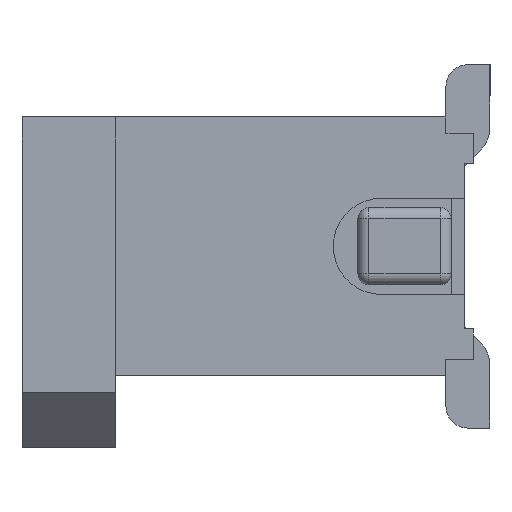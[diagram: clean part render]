
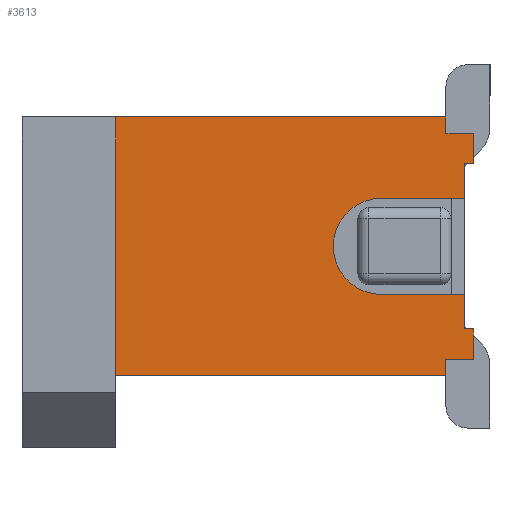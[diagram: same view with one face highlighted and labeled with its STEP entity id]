
A CAD part, left-side view. The second image highlights one B-rep face of the part: STEP entity #3613.
In plain terms, the highlighted planar face has unit normal (-1, 0, 0).
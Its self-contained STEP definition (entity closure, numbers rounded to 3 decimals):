
#23 = EDGE_LOOP ( 'NONE', ( #4209, #3789, #2470, #525, #514, #621, #498, #4507, #4798, #5206, #4760, #232, #3772, #3943, #1059, #3152 ) ) ;
#27 = DIRECTION ( 'NONE',  ( 1., 0., 0. ) ) ;
#46 = VERTEX_POINT ( 'NONE', #3272 ) ;
#190 = CARTESIAN_POINT ( 'NONE',  ( -6.725, 0.235, -0.438 ) ) ;
#209 = VECTOR ( 'NONE', #889, 1000. ) ;
#227 = VERTEX_POINT ( 'NONE', #190 ) ;
#232 = ORIENTED_EDGE ( 'NONE', *, *, #4775, .T. ) ;
#343 = DIRECTION ( 'NONE',  ( 0., 0., 1. ) ) ;
#363 = CARTESIAN_POINT ( 'NONE',  ( -6.725, -0.515, 0.438 ) ) ;
#377 = EDGE_CURVE ( 'NONE', #1560, #4365, #2869, .T. ) ;
#388 = CARTESIAN_POINT ( 'NONE',  ( -6.725, 0.235, 0.75 ) ) ;
#397 = DIRECTION ( 'NONE',  ( 0., -1., 0. ) ) ;
#498 = ORIENTED_EDGE ( 'NONE', *, *, #2483, .T. ) ;
#509 = CARTESIAN_POINT ( 'NONE',  ( -6.725, 0.15, 1.175 ) ) ;
#514 = ORIENTED_EDGE ( 'NONE', *, *, #3379, .T. ) ;
#525 = ORIENTED_EDGE ( 'NONE', *, *, #5479, .T. ) ;
#541 = VERTEX_POINT ( 'NONE', #3263 ) ;
#592 = CARTESIAN_POINT ( 'NONE',  ( -6.725, 0.15, -1.025 ) ) ;
#621 = ORIENTED_EDGE ( 'NONE', *, *, #1995, .T. ) ;
#680 = AXIS2_PLACEMENT_3D ( 'NONE', #2587, #27, #2129 ) ;
#779 = LINE ( 'NONE', #5022, #3542 ) ;
#807 = DIRECTION ( 'NONE',  ( 0., 1., 0. ) ) ;
#861 = DIRECTION ( 'NONE',  ( 0., -1., 0. ) ) ;
#864 = FACE_OUTER_BOUND ( 'NONE', #23, .T. ) ;
#874 = LINE ( 'NONE', #2487, #3042 ) ;
#889 = DIRECTION ( 'NONE',  ( 0., -1., 0. ) ) ;
#938 = VECTOR ( 'NONE', #5105, 1000. ) ;
#940 = CARTESIAN_POINT ( 'NONE',  ( -6.725, 0.15, -1.025 ) ) ;
#945 = LINE ( 'NONE', #4413, #4183 ) ;
#1014 = LINE ( 'NONE', #592, #3983 ) ;
#1059 = ORIENTED_EDGE ( 'NONE', *, *, #3305, .T. ) ;
#1105 = EDGE_CURVE ( 'NONE', #4365, #3944, #779, .T. ) ;
#1261 = EDGE_CURVE ( 'NONE', #1560, #2196, #1813, .T. ) ;
#1310 = EDGE_CURVE ( 'NONE', #4110, #2419, #945, .T. ) ;
#1337 = VERTEX_POINT ( 'NONE', #1339 ) ;
#1339 = CARTESIAN_POINT ( 'NONE',  ( -6.725, 0.985, 0.438 ) ) ;
#1353 = CARTESIAN_POINT ( 'NONE',  ( -6.725, 0.235, -0.75 ) ) ;
#1426 = CARTESIAN_POINT ( 'NONE',  ( -6.725, 20.454, -1.175 ) ) ;
#1498 = CIRCLE ( 'NONE', #4098, 0.438 ) ;
#1560 = VERTEX_POINT ( 'NONE', #2627 ) ;
#1592 = VECTOR ( 'NONE', #3636, 1000. ) ;
#1615 = EDGE_CURVE ( 'NONE', #3479, #227, #1674, .T. ) ;
#1674 = LINE ( 'NONE', #4265, #2288 ) ;
#1680 = CARTESIAN_POINT ( 'NONE',  ( -6.725, 0.4, 1.175 ) ) ;
#1707 = DIRECTION ( 'NONE',  ( -1., 0., 0. ) ) ;
#1776 = LINE ( 'NONE', #1353, #2720 ) ;
#1780 = DIRECTION ( 'NONE',  ( 0., 0., 1. ) ) ;
#1813 = LINE ( 'NONE', #1426, #209 ) ;
#1959 = DIRECTION ( 'NONE',  ( 0., 0., 1. ) ) ;
#1995 = EDGE_CURVE ( 'NONE', #46, #541, #3409, .T. ) ;
#2024 = DIRECTION ( 'NONE',  ( 0., -1., 0. ) ) ;
#2129 = DIRECTION ( 'NONE',  ( 0., 0., -1. ) ) ;
#2143 = CARTESIAN_POINT ( 'NONE',  ( -6.725, 0.235, -0.75 ) ) ;
#2163 = CARTESIAN_POINT ( 'NONE',  ( -6.725, 0.15, 1.025 ) ) ;
#2183 = LINE ( 'NONE', #3965, #4537 ) ;
#2196 = VERTEX_POINT ( 'NONE', #3695 ) ;
#2216 = VECTOR ( 'NONE', #807, 1000. ) ;
#2269 = CARTESIAN_POINT ( 'NONE',  ( -6.725, 0.235, -0.75 ) ) ;
#2288 = VECTOR ( 'NONE', #397, 1000. ) ;
#2419 = VERTEX_POINT ( 'NONE', #3540 ) ;
#2470 = ORIENTED_EDGE ( 'NONE', *, *, #5312, .T. ) ;
#2478 = LINE ( 'NONE', #388, #4570 ) ;
#2483 = EDGE_CURVE ( 'NONE', #541, #3944, #2183, .T. ) ;
#2487 = CARTESIAN_POINT ( 'NONE',  ( -6.725, 0.4, -1.175 ) ) ;
#2502 = LINE ( 'NONE', #4744, #2216 ) ;
#2587 = CARTESIAN_POINT ( 'NONE',  ( -6.725, 20.454, 1.175 ) ) ;
#2627 = CARTESIAN_POINT ( 'NONE',  ( -6.725, 3.4, -1.175 ) ) ;
#2680 = CARTESIAN_POINT ( 'NONE',  ( -6.725, 3.4, 1.175 ) ) ;
#2706 = CARTESIAN_POINT ( 'NONE',  ( -6.725, 0.15, 0.75 ) ) ;
#2720 = VECTOR ( 'NONE', #4774, 1000. ) ;
#2824 = EDGE_CURVE ( 'NONE', #1337, #3479, #1498, .T. ) ;
#2869 = LINE ( 'NONE', #2891, #5025 ) ;
#2891 = CARTESIAN_POINT ( 'NONE',  ( -6.725, 3.4, 1.175 ) ) ;
#2921 = PLANE ( 'NONE',  #680 ) ;
#3042 = VECTOR ( 'NONE', #343, 1000. ) ;
#3076 = VERTEX_POINT ( 'NONE', #4981 ) ;
#3137 = DIRECTION ( 'NONE',  ( 0., 0., 1. ) ) ;
#3138 = DIRECTION ( 'NONE',  ( 0., 0., 1. ) ) ;
#3152 = ORIENTED_EDGE ( 'NONE', *, *, #1615, .F. ) ;
#3245 = VERTEX_POINT ( 'NONE', #3819 ) ;
#3263 = CARTESIAN_POINT ( 'NONE',  ( -6.725, 0.4, 1.025 ) ) ;
#3272 = CARTESIAN_POINT ( 'NONE',  ( -6.725, 0.15, 1.025 ) ) ;
#3305 = EDGE_CURVE ( 'NONE', #3736, #227, #3470, .T. ) ;
#3379 = EDGE_CURVE ( 'NONE', #5284, #46, #4754, .T. ) ;
#3383 = VECTOR ( 'NONE', #1780, 1000. ) ;
#3409 = LINE ( 'NONE', #2163, #938 ) ;
#3421 = DIRECTION ( 'NONE',  ( 0., 0., 1. ) ) ;
#3465 = VERTEX_POINT ( 'NONE', #4556 ) ;
#3470 = LINE ( 'NONE', #2143, #1592 ) ;
#3479 = VERTEX_POINT ( 'NONE', #4609 ) ;
#3523 = VECTOR ( 'NONE', #4289, 1000. ) ;
#3540 = CARTESIAN_POINT ( 'NONE',  ( -6.725, 0.15, -0.75 ) ) ;
#3542 = VECTOR ( 'NONE', #861, 1000. ) ;
#3585 = EDGE_CURVE ( 'NONE', #2419, #3736, #2502, .T. ) ;
#3613 = ADVANCED_FACE ( 'NONE', ( #864 ), #2921, .F. ) ;
#3636 = DIRECTION ( 'NONE',  ( 0., 0., 1. ) ) ;
#3695 = CARTESIAN_POINT ( 'NONE',  ( -6.725, 0.4, -1.175 ) ) ;
#3736 = VERTEX_POINT ( 'NONE', #2269 ) ;
#3772 = ORIENTED_EDGE ( 'NONE', *, *, #1310, .T. ) ;
#3789 = ORIENTED_EDGE ( 'NONE', *, *, #5431, .F. ) ;
#3819 = CARTESIAN_POINT ( 'NONE',  ( -6.725, 0.4, -1.025 ) ) ;
#3943 = ORIENTED_EDGE ( 'NONE', *, *, #3585, .T. ) ;
#3944 = VERTEX_POINT ( 'NONE', #1680 ) ;
#3965 = CARTESIAN_POINT ( 'NONE',  ( -6.725, 0.4, 1.175 ) ) ;
#3983 = VECTOR ( 'NONE', #4782, 1000. ) ;
#4098 = AXIS2_PLACEMENT_3D ( 'NONE', #4244, #1707, #3421 ) ;
#4110 = VERTEX_POINT ( 'NONE', #940 ) ;
#4183 = VECTOR ( 'NONE', #3137, 1000. ) ;
#4209 = ORIENTED_EDGE ( 'NONE', *, *, #2824, .F. ) ;
#4228 = LINE ( 'NONE', #363, #3523 ) ;
#4244 = CARTESIAN_POINT ( 'NONE',  ( -6.725, 0.985, 0. ) ) ;
#4265 = CARTESIAN_POINT ( 'NONE',  ( -6.725, 0.985, -0.438 ) ) ;
#4289 = DIRECTION ( 'NONE',  ( 0., 1., 0. ) ) ;
#4365 = VERTEX_POINT ( 'NONE', #2680 ) ;
#4413 = CARTESIAN_POINT ( 'NONE',  ( -6.725, 0.15, 1.175 ) ) ;
#4507 = ORIENTED_EDGE ( 'NONE', *, *, #1105, .F. ) ;
#4537 = VECTOR ( 'NONE', #3138, 1000. ) ;
#4556 = CARTESIAN_POINT ( 'NONE',  ( -6.725, 0.235, 0.75 ) ) ;
#4570 = VECTOR ( 'NONE', #2024, 1000. ) ;
#4609 = CARTESIAN_POINT ( 'NONE',  ( -6.725, 0.985, -0.438 ) ) ;
#4744 = CARTESIAN_POINT ( 'NONE',  ( -6.725, 0.235, -0.75 ) ) ;
#4754 = LINE ( 'NONE', #509, #3383 ) ;
#4760 = ORIENTED_EDGE ( 'NONE', *, *, #5144, .T. ) ;
#4774 = DIRECTION ( 'NONE',  ( 0., 0., 1. ) ) ;
#4775 = EDGE_CURVE ( 'NONE', #3245, #4110, #1014, .T. ) ;
#4782 = DIRECTION ( 'NONE',  ( 0., -1., 0. ) ) ;
#4798 = ORIENTED_EDGE ( 'NONE', *, *, #377, .F. ) ;
#4981 = CARTESIAN_POINT ( 'NONE',  ( -6.725, 0.235, 0.438 ) ) ;
#5022 = CARTESIAN_POINT ( 'NONE',  ( -6.725, 20.454, 1.175 ) ) ;
#5025 = VECTOR ( 'NONE', #1959, 1000. ) ;
#5105 = DIRECTION ( 'NONE',  ( 0., 1., 0. ) ) ;
#5144 = EDGE_CURVE ( 'NONE', #2196, #3245, #874, .T. ) ;
#5206 = ORIENTED_EDGE ( 'NONE', *, *, #1261, .T. ) ;
#5284 = VERTEX_POINT ( 'NONE', #2706 ) ;
#5312 = EDGE_CURVE ( 'NONE', #3076, #3465, #1776, .T. ) ;
#5431 = EDGE_CURVE ( 'NONE', #3076, #1337, #4228, .T. ) ;
#5479 = EDGE_CURVE ( 'NONE', #3465, #5284, #2478, .T. ) ;
